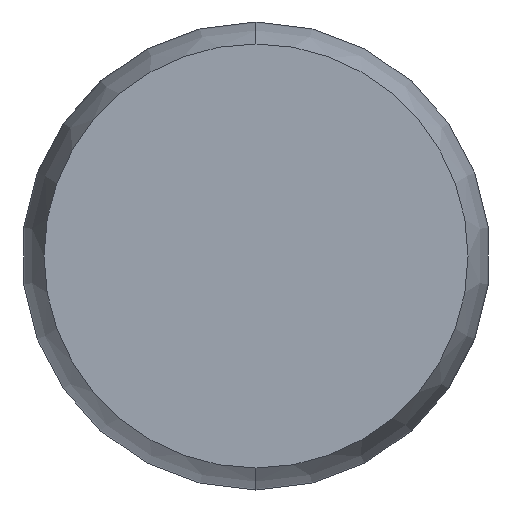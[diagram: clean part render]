
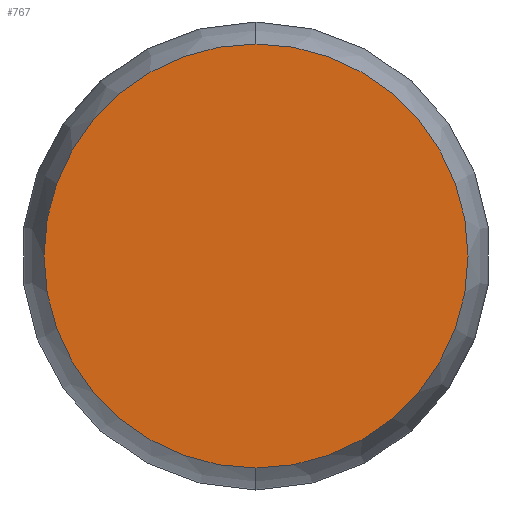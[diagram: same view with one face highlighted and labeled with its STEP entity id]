
A CAD part, left-side view. The second image highlights one B-rep face of the part: STEP entity #767.
In plain terms, the highlighted planar face has unit normal (-1, 0, 0).
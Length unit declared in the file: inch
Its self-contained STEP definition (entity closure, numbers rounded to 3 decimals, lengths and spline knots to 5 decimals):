
#64 = VERTEX_POINT ( 'NONE', #1083 ) ;
#128 = DIRECTION ( 'NONE',  ( 0., 0., 1. ) ) ;
#144 = CIRCLE ( 'NONE', #1164, 0.01775 ) ;
#191 = VERTEX_POINT ( 'NONE', #393 ) ;
#234 = CIRCLE ( 'NONE', #1355, 0.01775 ) ;
#245 = CARTESIAN_POINT ( 'NONE',  ( -0.952, 0., 0. ) ) ;
#352 = EDGE_CURVE ( 'NONE', #191, #64, #144, .T. ) ;
#358 = FACE_OUTER_BOUND ( 'NONE', #501, .T. ) ;
#393 = CARTESIAN_POINT ( 'NONE',  ( -0.952, 0., 0.01775 ) ) ;
#501 = EDGE_LOOP ( 'NONE', ( #713, #752 ) ) ;
#713 = ORIENTED_EDGE ( 'NONE', *, *, #352, .T. ) ;
#752 = ORIENTED_EDGE ( 'NONE', *, *, #1344, .T. ) ;
#767 = ADVANCED_FACE ( 'NONE', ( #358 ), #931, .F. ) ;
#845 = DIRECTION ( 'NONE',  ( -1., 0., 0. ) ) ;
#870 = DIRECTION ( 'NONE',  ( 1., 0., 0. ) ) ;
#872 = DIRECTION ( 'NONE',  ( 0., 0., -1. ) ) ;
#876 = CARTESIAN_POINT ( 'NONE',  ( -0.952, 0.01775, 0. ) ) ;
#931 = PLANE ( 'NONE',  #1352 ) ;
#1083 = CARTESIAN_POINT ( 'NONE',  ( -0.952, 0., -0.01775 ) ) ;
#1164 = AXIS2_PLACEMENT_3D ( 'NONE', #245, #845, #128 ) ;
#1223 = CARTESIAN_POINT ( 'NONE',  ( -0.952, 0., 0. ) ) ;
#1228 = DIRECTION ( 'NONE',  ( -1., 0., 0. ) ) ;
#1230 = DIRECTION ( 'NONE',  ( 0., 0., 1. ) ) ;
#1344 = EDGE_CURVE ( 'NONE', #64, #191, #234, .T. ) ;
#1352 = AXIS2_PLACEMENT_3D ( 'NONE', #876, #870, #872 ) ;
#1355 = AXIS2_PLACEMENT_3D ( 'NONE', #1223, #1228, #1230 ) ;
